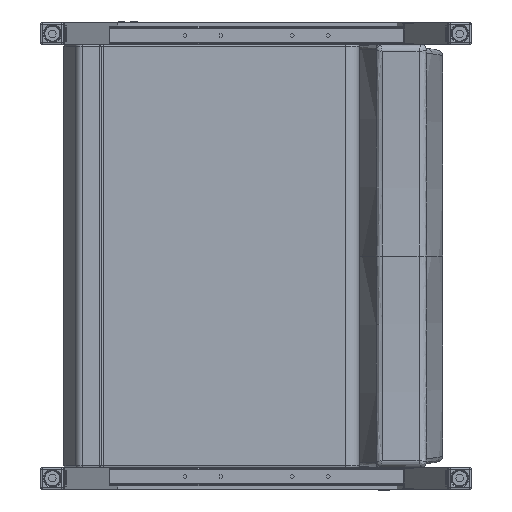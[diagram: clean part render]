
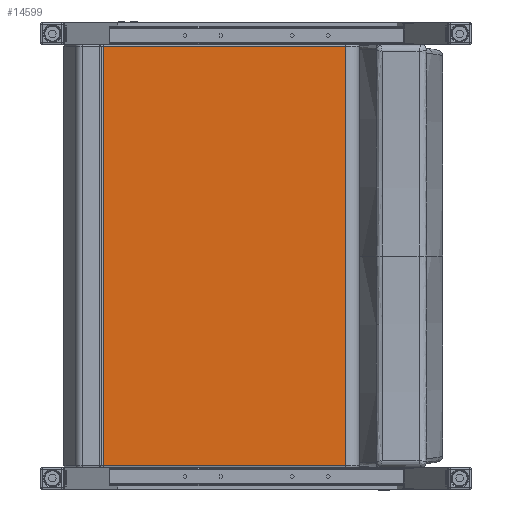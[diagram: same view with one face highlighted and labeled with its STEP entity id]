
A CAD part, front view. The second image highlights one B-rep face of the part: STEP entity #14599.
In plain terms, the highlighted planar face has unit normal (0, -1, 0).
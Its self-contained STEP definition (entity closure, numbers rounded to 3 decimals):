
#461=PLANE('',#15886);
#2020=FACE_OUTER_BOUND('',#3028,.T.);
#3028=EDGE_LOOP('',(#10608,#10609,#10610,#10611));
#4825=LINE('',#24924,#5657);
#4842=LINE('',#25010,#5674);
#4847=LINE('',#25085,#5679);
#4848=LINE('',#25087,#5680);
#5657=VECTOR('',#17749,0.394);
#5674=VECTOR('',#17832,0.394);
#5679=VECTOR('',#17877,0.394);
#5680=VECTOR('',#17880,0.394);
#6641=VERTEX_POINT('',#24914);
#6643=VERTEX_POINT('',#24920);
#6663=VERTEX_POINT('',#25000);
#6665=VERTEX_POINT('',#25006);
#8036=EDGE_CURVE('',#6641,#6643,#4825,.T.);
#8072=EDGE_CURVE('',#6663,#6665,#4842,.T.);
#8091=EDGE_CURVE('',#6641,#6665,#4847,.T.);
#8092=EDGE_CURVE('',#6643,#6663,#4848,.T.);
#10608=ORIENTED_EDGE('',*,*,#8036,.F.);
#10609=ORIENTED_EDGE('',*,*,#8091,.T.);
#10610=ORIENTED_EDGE('',*,*,#8072,.F.);
#10611=ORIENTED_EDGE('',*,*,#8092,.F.);
#14599=ADVANCED_FACE('',(#2020),#461,.T.);
#15886=AXIS2_PLACEMENT_3D('',#25086,#17878,#17879);
#17749=DIRECTION('',(-1.,0.,0.));
#17832=DIRECTION('',(1.,0.,0.));
#17877=DIRECTION('',(0.,0.,1.));
#17878=DIRECTION('center_axis',(0.,-1.,0.));
#17879=DIRECTION('ref_axis',(1.,0.,0.));
#17880=DIRECTION('',(0.,0.,1.));
#24914=CARTESIAN_POINT('',(4.791,0.797,0.125));
#24920=CARTESIAN_POINT('',(-12.083,0.797,0.125));
#24924=CARTESIAN_POINT('',(-8.524,0.797,0.125));
#25000=CARTESIAN_POINT('',(-12.083,0.797,29.375));
#25006=CARTESIAN_POINT('',(4.791,0.797,29.375));
#25010=CARTESIAN_POINT('',(-8.524,0.797,29.375));
#25085=CARTESIAN_POINT('',(4.791,0.797,0.));
#25086=CARTESIAN_POINT('Origin',(-12.083,0.797,0.));
#25087=CARTESIAN_POINT('',(-12.083,0.797,0.));
